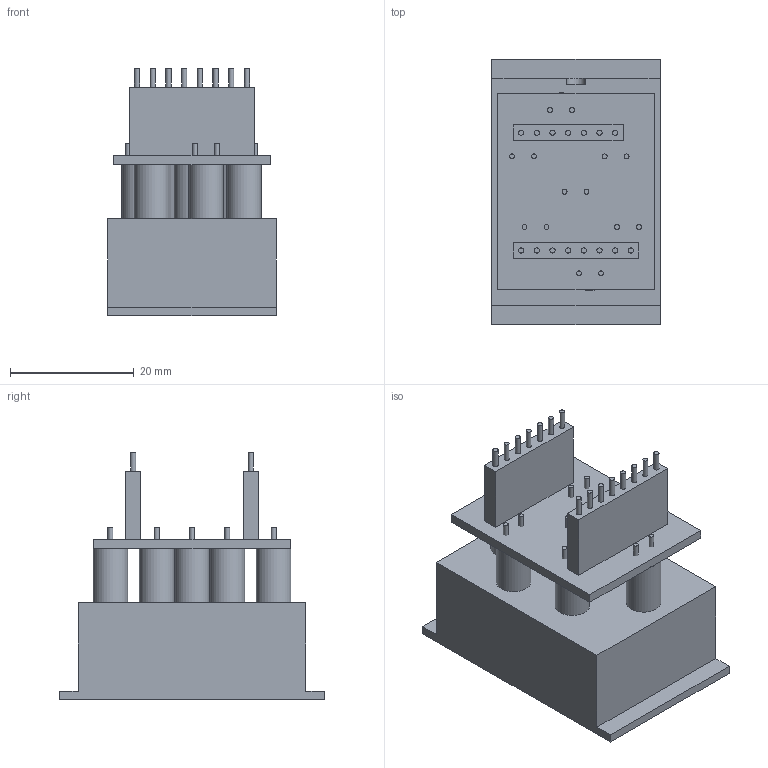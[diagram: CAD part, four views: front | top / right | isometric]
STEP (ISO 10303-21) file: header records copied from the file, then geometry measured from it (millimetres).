
FILE_DESCRIPTION(/* description */ (''),/* implementation_level */ '2;1');
FILE_NAME(/* name */ 'alfa_zeta_small_seven_module v4.step',/* time_stamp */ '2021-11-07T21:03:17-05:00',/* author */ (''),/* organization */ (''),/* preprocessor_version */ 'ST-DEVELOPER v18.1',/* originating_system */ 'Autodesk Translation Framework v10.10.0.1391',/* authorisation */ '');
FILE_SCHEMA (('AUTOMOTIVE_DESIGN { 1 0 10303 214 3 1 1 }'));
Length unit declared in the file: inch
Products named in the file (1): alfa_zeta_small_seven_module
Bounding box: 27.23 x 42.93 x 40.03 mm (x, y, z)
Volume: 19771.9 mm3; surface area: 8425.3 mm2
Topology: 2 solids, 2 shells, 100 faces, 174 edges, 116 vertices
Faces by surface type: plane 63, cylinder 37
Full cylindrical faces by diameter (mm): 0.8 x14, 0.838 x15, 5.6 x7
Entity records: 2446 total; most frequent: DIRECTION 450, CARTESIAN_POINT 391, ORIENTED_EDGE 348, AXIS2_PLACEMENT_3D 175, EDGE_CURVE 174, EDGE_LOOP 138, VERTEX_POINT 116, FACE_OUTER_BOUND 100
